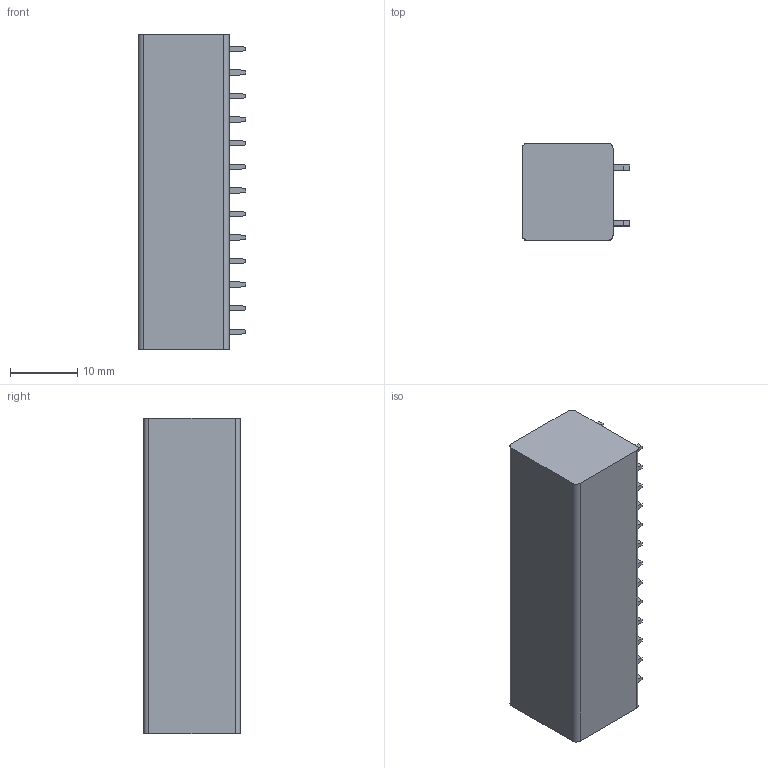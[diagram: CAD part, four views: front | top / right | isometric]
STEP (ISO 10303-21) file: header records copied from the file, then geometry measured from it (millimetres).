
FILE_DESCRIPTION((''),'2;1');
FILE_NAME('PRT0005','2024-09-25T',('sj'),(''),'PRO/ENGINEER BY PARAMETRIC TECHNOLOGY CORPORATION, 2013240','PRO/ENGINEER BY PARAMETRIC TECHNOLOGY CORPORATION, 2013240','');
FILE_SCHEMA(('AUTOMOTIVE_DESIGN_CC2 { 1 2 10303 214 -1 1 5 2 }'));
Length unit declared in the file: millimetre
Products named in the file (1): PRT0005
Bounding box: 16 x 14.4 x 46.9 mm (x, y, z)
Volume: 8751.4 mm3; surface area: 3592.7 mm2
Topology: 1 solids, 1 shells, 658 faces, 1632 edges, 1028 vertices
Faces by surface type: plane 322, cylinder 197, bspline 74, torus 39, cone 26
Entity records: 22356 total; most frequent: CARTESIAN_POINT 7224, ORIENTED_EDGE 3264, DIRECTION 2932, EDGE_CURVE 1632, VERTEX_POINT 1028, AXIS2_PLACEMENT_3D 978, VECTOR 976, LINE 976
